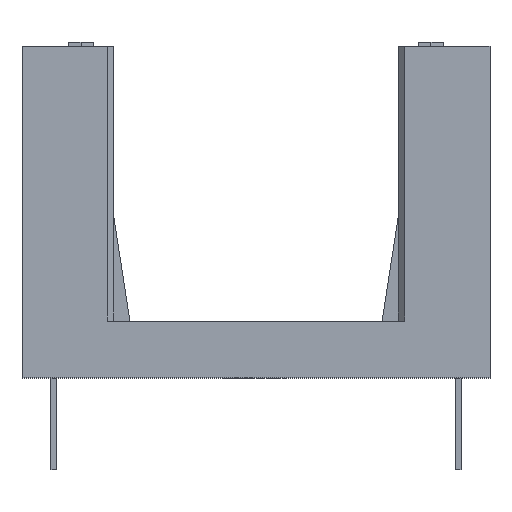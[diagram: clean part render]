
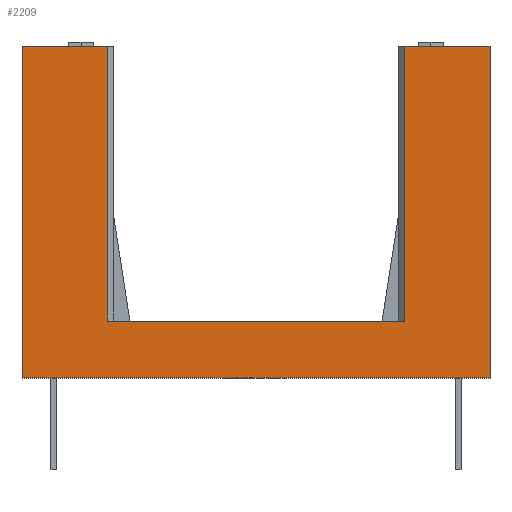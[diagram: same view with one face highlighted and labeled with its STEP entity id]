
A CAD part, top view. The second image highlights one B-rep face of the part: STEP entity #2209.
In plain terms, the highlighted planar face has unit normal (0, 0, 1).
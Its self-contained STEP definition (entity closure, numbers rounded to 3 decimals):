
#147 = FACE_OUTER_BOUND ( 'NONE', #2239, .T. ) ;
#148 = PLANE ( 'NONE',  #149 ) ;
#149 = AXIS2_PLACEMENT_3D ( 'NONE', #150, #151, #152 ) ;
#150 = CARTESIAN_POINT ( 'NONE',  ( -1.55, 16.3, 1.53 ) ) ;
#151 = DIRECTION ( 'NONE',  ( 0., 0., -1. ) ) ;
#152 = DIRECTION ( 'NONE',  ( -1., 0., 0. ) ) ;
#228 = VERTEX_POINT ( 'NONE', #996 ) ;
#615 = LINE ( 'NONE', #616, #617 ) ;
#616 = CARTESIAN_POINT ( 'NONE',  ( 2.95, 2.8, 1.53 ) ) ;
#617 = VECTOR ( 'NONE', #618, 1000. ) ;
#618 = DIRECTION ( 'NONE',  ( 1., 0., 0. ) ) ;
#626 = LINE ( 'NONE', #627, #628 ) ;
#627 = CARTESIAN_POINT ( 'NONE',  ( 21.45, 16.3, 1.53 ) ) ;
#628 = VECTOR ( 'NONE', #629, 1000. ) ;
#629 = DIRECTION ( 'NONE',  ( 0., -1., 0. ) ) ;
#692 = VERTEX_POINT ( 'NONE', #1306 ) ;
#811 = CARTESIAN_POINT ( 'NONE',  ( 17.25, 2.8, 1.53 ) ) ;
#852 = ORIENTED_EDGE ( 'NONE', *, *, #1173, .T. ) ;
#957 = EDGE_CURVE ( 'NONE', #228, #1172, #1548, .T. ) ;
#996 = CARTESIAN_POINT ( 'NONE',  ( -1.55, 16.3, 1.53 ) ) ;
#1072 = LINE ( 'NONE', #1073, #1074 ) ;
#1073 = CARTESIAN_POINT ( 'NONE',  ( 17.25, 16.3, 1.53 ) ) ;
#1074 = VECTOR ( 'NONE', #1075, 1000. ) ;
#1075 = DIRECTION ( 'NONE',  ( 0., -1., 0. ) ) ;
#1081 = CARTESIAN_POINT ( 'NONE',  ( 2.65, 2.8, 1.53 ) ) ;
#1172 = VERTEX_POINT ( 'NONE', #1679 ) ;
#1173 = EDGE_CURVE ( 'NONE', #1245, #1387, #1680, .T. ) ;
#1245 = VERTEX_POINT ( 'NONE', #1699 ) ;
#1306 = CARTESIAN_POINT ( 'NONE',  ( 17.25, 16.3, 1.53 ) ) ;
#1387 = VERTEX_POINT ( 'NONE', #1755 ) ;
#1424 = EDGE_CURVE ( 'NONE', #692, #1639, #1774, .T. ) ;
#1548 = LINE ( 'NONE', #1549, #1550 ) ;
#1549 = CARTESIAN_POINT ( 'NONE',  ( -1.55, 16.3, 1.53 ) ) ;
#1550 = VECTOR ( 'NONE', #1551, 1000. ) ;
#1551 = DIRECTION ( 'NONE',  ( 1., 0., 0. ) ) ;
#1639 = VERTEX_POINT ( 'NONE', #1892 ) ;
#1679 = CARTESIAN_POINT ( 'NONE',  ( 2.65, 16.3, 1.53 ) ) ;
#1680 = LINE ( 'NONE', #1681, #1682 ) ;
#1681 = CARTESIAN_POINT ( 'NONE',  ( -1.55, 0., 1.53 ) ) ;
#1682 = VECTOR ( 'NONE', #1683, 1000. ) ;
#1683 = DIRECTION ( 'NONE',  ( 1., 0., 0. ) ) ;
#1699 = CARTESIAN_POINT ( 'NONE',  ( -1.55, 0., 1.53 ) ) ;
#1755 = CARTESIAN_POINT ( 'NONE',  ( 21.45, 0., 1.53 ) ) ;
#1774 = LINE ( 'NONE', #1775, #1776 ) ;
#1775 = CARTESIAN_POINT ( 'NONE',  ( -1.55, 16.3, 1.53 ) ) ;
#1776 = VECTOR ( 'NONE', #1777, 1000. ) ;
#1777 = DIRECTION ( 'NONE',  ( 1., 0., 0. ) ) ;
#1819 = ORIENTED_EDGE ( 'NONE', *, *, #2070, .F. ) ;
#1892 = CARTESIAN_POINT ( 'NONE',  ( 21.45, 16.3, 1.53 ) ) ;
#1936 = LINE ( 'NONE', #1937, #1938 ) ;
#1937 = CARTESIAN_POINT ( 'NONE',  ( 2.65, 16.3, 1.53 ) ) ;
#1938 = VECTOR ( 'NONE', #1939, 1000. ) ;
#1939 = DIRECTION ( 'NONE',  ( 0., 1., 0. ) ) ;
#1977 = EDGE_CURVE ( 'NONE', #228, #1245, #2001, .T. ) ;
#2001 = LINE ( 'NONE', #2002, #2003 ) ;
#2002 = CARTESIAN_POINT ( 'NONE',  ( -1.55, 16.3, 1.53 ) ) ;
#2003 = VECTOR ( 'NONE', #2004, 1000. ) ;
#2004 = DIRECTION ( 'NONE',  ( 0., -1., 0. ) ) ;
#2067 = EDGE_CURVE ( 'NONE', #2361, #2090, #615, .T. ) ;
#2070 = EDGE_CURVE ( 'NONE', #1639, #1387, #626, .T. ) ;
#2090 = VERTEX_POINT ( 'NONE', #811 ) ;
#2209 = ADVANCED_FACE ( 'NONE', ( #147 ), #148, .F. ) ;
#2239 = EDGE_LOOP ( 'NONE', ( #2284, #2331, #2419, #2471, #2548, #2592, #852, #1819 ) ) ;
#2284 = ORIENTED_EDGE ( 'NONE', *, *, #1424, .F. ) ;
#2331 = ORIENTED_EDGE ( 'NONE', *, *, #2359, .T. ) ;
#2359 = EDGE_CURVE ( 'NONE', #692, #2090, #1072, .T. ) ;
#2361 = VERTEX_POINT ( 'NONE', #1081 ) ;
#2419 = ORIENTED_EDGE ( 'NONE', *, *, #2067, .F. ) ;
#2471 = ORIENTED_EDGE ( 'NONE', *, *, #2499, .T. ) ;
#2499 = EDGE_CURVE ( 'NONE', #2361, #1172, #1936, .T. ) ;
#2548 = ORIENTED_EDGE ( 'NONE', *, *, #957, .F. ) ;
#2592 = ORIENTED_EDGE ( 'NONE', *, *, #1977, .T. ) ;
